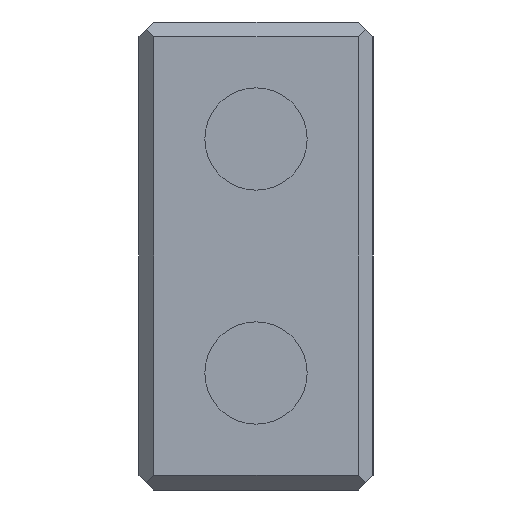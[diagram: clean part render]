
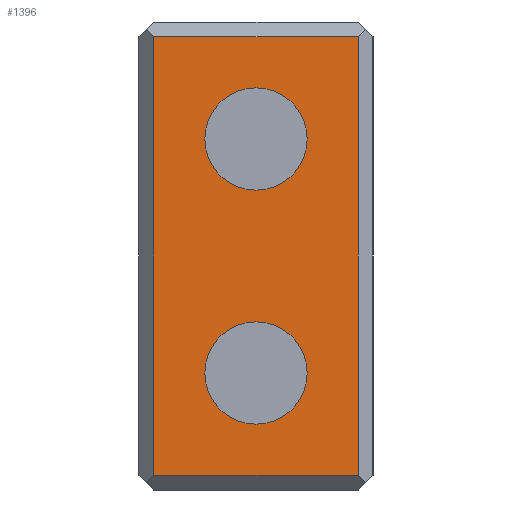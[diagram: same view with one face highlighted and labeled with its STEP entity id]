
A CAD part, left-side view. The second image highlights one B-rep face of the part: STEP entity #1396.
In plain terms, the highlighted planar face has unit normal (-1, 0, 0).
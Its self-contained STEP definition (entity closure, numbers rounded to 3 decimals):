
#36=FACE_BOUND('',#262,.T.);
#37=FACE_BOUND('',#263,.T.);
#92=PLANE('',#1517);
#169=FACE_OUTER_BOUND('',#261,.T.);
#261=EDGE_LOOP('',(#1304,#1305,#1306,#1307));
#262=EDGE_LOOP('',(#1308));
#263=EDGE_LOOP('',(#1309));
#363=LINE('',#2157,#519);
#366=LINE('',#2162,#522);
#371=LINE('',#2171,#527);
#377=LINE('',#2181,#533);
#519=VECTOR('',#1721,10.);
#522=VECTOR('',#1726,10.);
#527=VECTOR('',#1733,10.);
#533=VECTOR('',#1743,10.);
#604=CIRCLE('',#1502,1.75);
#607=CIRCLE('',#1510,1.75);
#694=VERTEX_POINT('',#2154);
#695=VERTEX_POINT('',#2156);
#696=VERTEX_POINT('',#2161);
#699=VERTEX_POINT('',#2170);
#728=VERTEX_POINT('',#2278);
#731=VERTEX_POINT('',#2294);
#853=EDGE_CURVE('',#694,#695,#363,.T.);
#856=EDGE_CURVE('',#695,#696,#366,.T.);
#861=EDGE_CURVE('',#696,#699,#371,.T.);
#867=EDGE_CURVE('',#699,#694,#377,.T.);
#912=EDGE_CURVE('',#728,#728,#604,.T.);
#920=EDGE_CURVE('',#731,#731,#607,.T.);
#1304=ORIENTED_EDGE('',*,*,#853,.F.);
#1305=ORIENTED_EDGE('',*,*,#867,.F.);
#1306=ORIENTED_EDGE('',*,*,#861,.F.);
#1307=ORIENTED_EDGE('',*,*,#856,.F.);
#1308=ORIENTED_EDGE('',*,*,#920,.T.);
#1309=ORIENTED_EDGE('',*,*,#912,.T.);
#1396=ADVANCED_FACE('',(#169,#36,#37),#92,.T.);
#1502=AXIS2_PLACEMENT_3D('',#2279,#1850,#1851);
#1510=AXIS2_PLACEMENT_3D('',#2295,#1871,#1872);
#1517=AXIS2_PLACEMENT_3D('',#2307,#1888,#1889);
#1721=DIRECTION('',(0.,-1.,0.));
#1726=DIRECTION('',(0.,0.,-1.));
#1733=DIRECTION('',(0.,1.,0.));
#1743=DIRECTION('',(0.,0.,1.));
#1850=DIRECTION('center_axis',(1.,0.,0.));
#1851=DIRECTION('ref_axis',(0.,0.,1.));
#1871=DIRECTION('center_axis',(1.,0.,0.));
#1872=DIRECTION('ref_axis',(0.,0.,1.));
#1888=DIRECTION('center_axis',(-1.,0.,0.));
#1889=DIRECTION('ref_axis',(0.,0.,1.));
#2154=CARTESIAN_POINT('',(0.,7.5,-0.5));
#2156=CARTESIAN_POINT('',(0.,0.5,-0.5));
#2157=CARTESIAN_POINT('',(0.,0.,-0.5));
#2161=CARTESIAN_POINT('',(0.,0.5,-15.5));
#2162=CARTESIAN_POINT('',(0.,0.5,-12.));
#2170=CARTESIAN_POINT('',(0.,7.5,-15.5));
#2171=CARTESIAN_POINT('',(0.,0.,-15.5));
#2181=CARTESIAN_POINT('',(0.,7.5,-12.));
#2278=CARTESIAN_POINT('',(0.,4.,-5.75));
#2279=CARTESIAN_POINT('Origin',(0.,4.,-4.));
#2294=CARTESIAN_POINT('',(0.,4.,-13.75));
#2295=CARTESIAN_POINT('Origin',(0.,4.,-12.));
#2307=CARTESIAN_POINT('Origin',(0.,0.,-16.));
